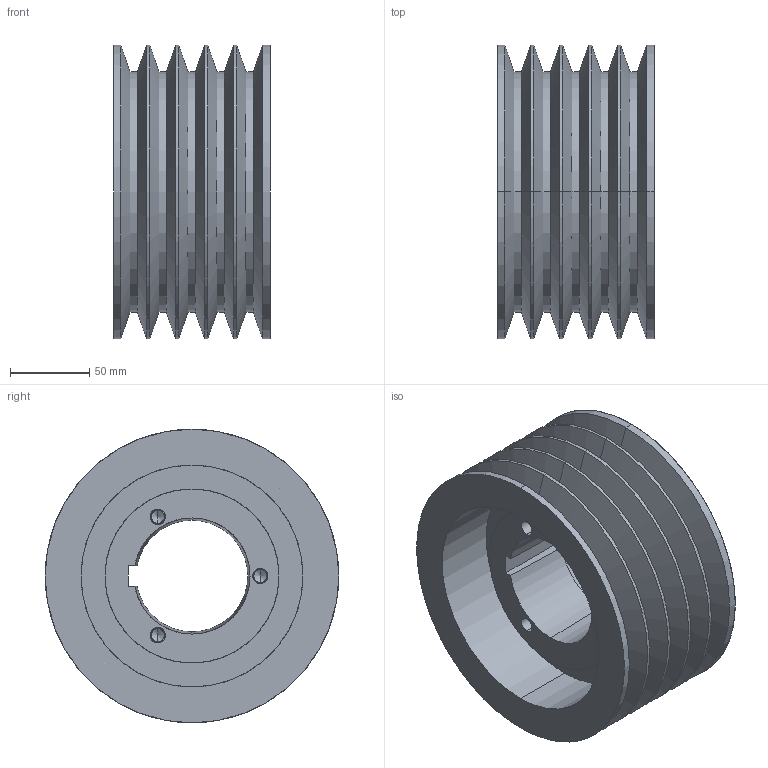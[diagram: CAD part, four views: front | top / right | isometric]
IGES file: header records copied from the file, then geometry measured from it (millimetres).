
Start section: SolidWorks IGES file using analytic representation for surfaces
Global section: file name: 5B5B5V707242316505264.igs; native system: SolidWorks 2017; preprocessor: SolidWorks 2017; author: partstream; date: 170724.231702; units: inch
Bounding box: 98.83 x 184.91 x 184.91 mm (x, y, z)
Surface area: 219305.1 mm2 (no closed solid volume)
Topology: 0 solids, 0 shells, 121 faces, 1548 edges, 1542 vertices
Faces by surface type: revolution 71, bspline 50
